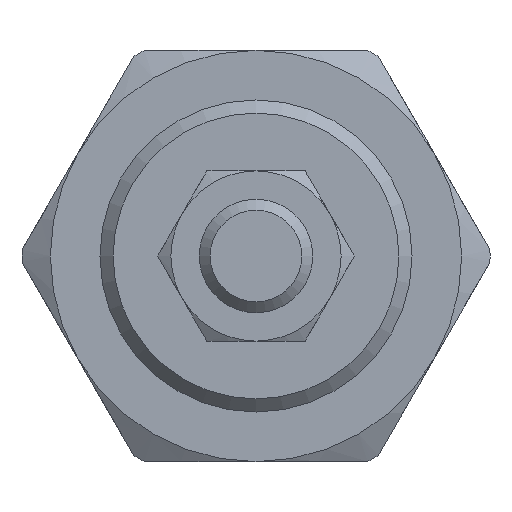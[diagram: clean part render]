
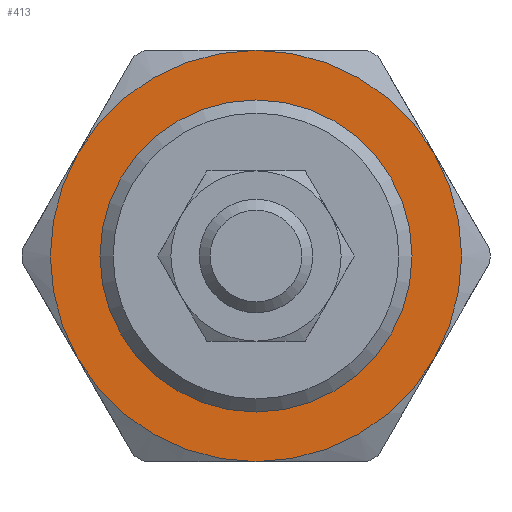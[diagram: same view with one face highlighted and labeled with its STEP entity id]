
A CAD part, left-side view. The second image highlights one B-rep face of the part: STEP entity #413.
In plain terms, the highlighted planar face has unit normal (-1, 0, 0).
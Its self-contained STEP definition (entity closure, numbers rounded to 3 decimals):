
#413 = ADVANCED_FACE( '', ( #819, #820 ), #821, .F. );
#819 = FACE_OUTER_BOUND( '', #1207, .T. );
#820 = FACE_BOUND( '', #1208, .T. );
#821 = PLANE( '', #1209 );
#1207 = EDGE_LOOP( '', ( #2005, #2006, #2007, #2008, #2009, #2010 ) );
#1208 = EDGE_LOOP( '', ( #2011 ) );
#1209 = AXIS2_PLACEMENT_3D( '', #2012, #2013, #2014 );
#2005 = ORIENTED_EDGE( '', *, *, #2250, .F. );
#2006 = ORIENTED_EDGE( '', *, *, #2302, .F. );
#2007 = ORIENTED_EDGE( '', *, *, #2347, .F. );
#2008 = ORIENTED_EDGE( '', *, *, #2126, .F. );
#2009 = ORIENTED_EDGE( '', *, *, #2240, .F. );
#2010 = ORIENTED_EDGE( '', *, *, #2382, .F. );
#2011 = ORIENTED_EDGE( '', *, *, #2342, .T. );
#2012 = CARTESIAN_POINT( '', ( 0., 0., 0. ) );
#2013 = DIRECTION( '', ( 1., 0., 0. ) );
#2014 = DIRECTION( '', ( 0., 0., -1. ) );
#2126 = EDGE_CURVE( '', #2468, #2469, #2470, .T. );
#2240 = EDGE_CURVE( '', #2413, #2468, #2652, .T. );
#2250 = EDGE_CURVE( '', #2664, #2668, #2669, .T. );
#2302 = EDGE_CURVE( '', #2741, #2664, #2742, .T. );
#2342 = EDGE_CURVE( '', #2792, #2792, #2793, .T. );
#2347 = EDGE_CURVE( '', #2469, #2741, #2798, .T. );
#2382 = EDGE_CURVE( '', #2668, #2413, #2835, .T. );
#2413 = VERTEX_POINT( '', #2891 );
#2468 = VERTEX_POINT( '', #2963 );
#2469 = VERTEX_POINT( '', #2964 );
#2470 = CIRCLE( '', #2965, 14.5 );
#2652 = CIRCLE( '', #3361, 14.5 );
#2664 = VERTEX_POINT( '', #3383 );
#2668 = VERTEX_POINT( '', #3399 );
#2669 = CIRCLE( '', #3400, 14.5 );
#2741 = VERTEX_POINT( '', #3531 );
#2742 = CIRCLE( '', #3532, 14.5 );
#2792 = VERTEX_POINT( '', #3631 );
#2793 = CIRCLE( '', #3632, 11. );
#2798 = CIRCLE( '', #3644, 14.5 );
#2835 = CIRCLE( '', #3730, 14.5 );
#2891 = CARTESIAN_POINT( '', ( 0., 0., 14.5 ) );
#2963 = CARTESIAN_POINT( '', ( 0., -12.557, 7.25 ) );
#2964 = CARTESIAN_POINT( '', ( 0., -12.557, -7.25 ) );
#2965 = AXIS2_PLACEMENT_3D( '', #3798, #3799, #3800 );
#3361 = AXIS2_PLACEMENT_3D( '', #3947, #3948, #3949 );
#3383 = CARTESIAN_POINT( '', ( 0., 12.557, -7.25 ) );
#3399 = CARTESIAN_POINT( '', ( 0., 12.557, 7.25 ) );
#3400 = AXIS2_PLACEMENT_3D( '', #3956, #3957, #3958 );
#3531 = CARTESIAN_POINT( '', ( 0., 0., -14.5 ) );
#3532 = AXIS2_PLACEMENT_3D( '', #4008, #4009, #4010 );
#3631 = CARTESIAN_POINT( '', ( 0., 0., -11. ) );
#3632 = AXIS2_PLACEMENT_3D( '', #4040, #4041, #4042 );
#3644 = AXIS2_PLACEMENT_3D( '', #4046, #4047, #4048 );
#3730 = AXIS2_PLACEMENT_3D( '', #4072, #4073, #4074 );
#3798 = CARTESIAN_POINT( '', ( 0., 0., 0. ) );
#3799 = DIRECTION( '', ( 1., 0., 0. ) );
#3800 = DIRECTION( '', ( 0., 0., -1. ) );
#3947 = CARTESIAN_POINT( '', ( 0., 0., 0. ) );
#3948 = DIRECTION( '', ( 1., 0., 0. ) );
#3949 = DIRECTION( '', ( 0., 0., -1. ) );
#3956 = CARTESIAN_POINT( '', ( 0., 0., 0. ) );
#3957 = DIRECTION( '', ( 1., 0., 0. ) );
#3958 = DIRECTION( '', ( 0., 0., -1. ) );
#4008 = CARTESIAN_POINT( '', ( 0., 0., 0. ) );
#4009 = DIRECTION( '', ( 1., 0., 0. ) );
#4010 = DIRECTION( '', ( 0., 0., -1. ) );
#4040 = CARTESIAN_POINT( '', ( 0., 0., 0. ) );
#4041 = DIRECTION( '', ( 1., 0., 0. ) );
#4042 = DIRECTION( '', ( 0., 0., -1. ) );
#4046 = CARTESIAN_POINT( '', ( 0., 0., 0. ) );
#4047 = DIRECTION( '', ( 1., 0., 0. ) );
#4048 = DIRECTION( '', ( 0., 0., -1. ) );
#4072 = CARTESIAN_POINT( '', ( 0., 0., 0. ) );
#4073 = DIRECTION( '', ( 1., 0., 0. ) );
#4074 = DIRECTION( '', ( 0., 0., -1. ) );
